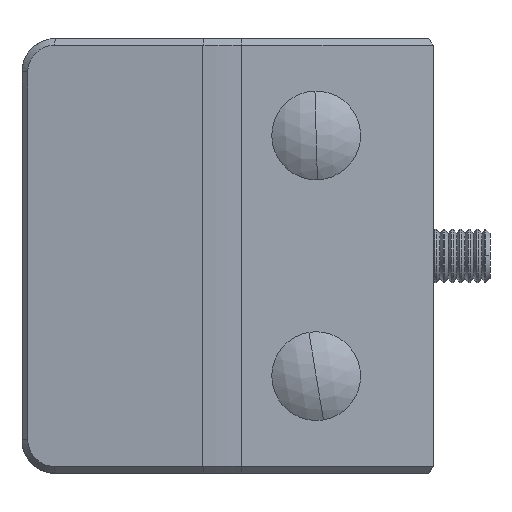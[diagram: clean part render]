
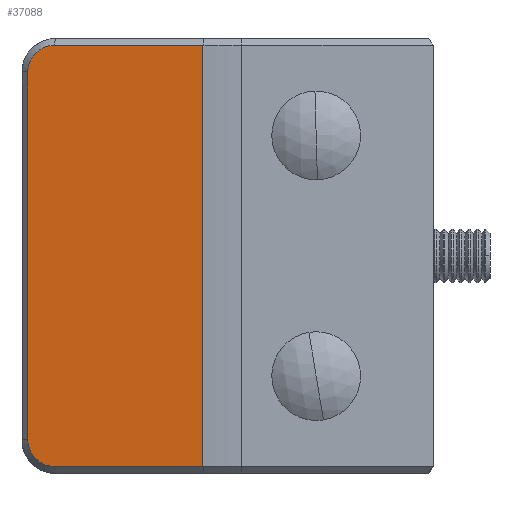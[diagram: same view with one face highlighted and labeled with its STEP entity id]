
A CAD part, top view. The second image highlights one B-rep face of the part: STEP entity #37088.
In plain terms, the highlighted face is planar.
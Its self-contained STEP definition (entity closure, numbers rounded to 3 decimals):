
#321 = CARTESIAN_POINT ( 'NONE',  ( -54.029, 28.548, -6.131 ) ) ;
#527 = ORIENTED_EDGE ( 'NONE', *, *, #42858, .T. ) ;
#2623 = LINE ( 'NONE', #5588, #30655 ) ;
#3124 = AXIS2_PLACEMENT_3D ( 'NONE', #63296, #45070, #51194 ) ;
#5588 = CARTESIAN_POINT ( 'NONE',  ( -27.948, 32.5, -9.66 ) ) ;
#9344 = CARTESIAN_POINT ( 'NONE',  ( -51.182, -31.395, -6.517 ) ) ;
#9919 = ORIENTED_EDGE ( 'NONE', *, *, #54374, .T. ) ;
#10303 = CARTESIAN_POINT ( 'NONE',  ( -50.134, -31.5, -6.658 ) ) ;
#11560 = DIRECTION ( 'NONE',  ( 0., -1., 0. ) ) ;
#13048 = B_SPLINE_CURVE_WITH_KNOTS ( 'NONE', 3,
 ( #53213, #18531, #321, #52488, #23561, #29373, #69985, #48428, #31129, #60550 ),
 .UNSPECIFIED., .F., .F.,
 ( 4, 2, 2, 2, 4 ),
 ( 0., 0.25, 0.5, 0.75, 1. ),
 .UNSPECIFIED. ) ;
#13090 = LINE ( 'NONE', #28290, #71120 ) ;
#15138 = CARTESIAN_POINT ( 'NONE',  ( -53.63, -29.513, -6.185 ) ) ;
#15405 = CARTESIAN_POINT ( 'NONE',  ( -27.948, -31.5, -9.66 ) ) ;
#17884 = VERTEX_POINT ( 'NONE', #30588 ) ;
#18029 = DIRECTION ( 'NONE',  ( 0., 1., 0. ) ) ;
#18531 = CARTESIAN_POINT ( 'NONE',  ( -54.134, 28.023, -6.117 ) ) ;
#19589 = CARTESIAN_POINT ( 'NONE',  ( -54.134, -27.5, -6.117 ) ) ;
#21465 = CARTESIAN_POINT ( 'NONE',  ( -53.332, -29.959, -6.226 ) ) ;
#22757 = PLANE ( 'NONE',  #3124 ) ;
#23561 = CARTESIAN_POINT ( 'NONE',  ( -53.332, 29.959, -6.226 ) ) ;
#27297 = CARTESIAN_POINT ( 'NONE',  ( -52.593, -30.698, -6.326 ) ) ;
#28125 = VERTEX_POINT ( 'NONE', #54738 ) ;
#28290 = CARTESIAN_POINT ( 'NONE',  ( -55., -31.5, -6. ) ) ;
#29339 = EDGE_CURVE ( 'NONE', #53348, #60280, #29494, .T. ) ;
#29373 = CARTESIAN_POINT ( 'NONE',  ( -52.593, 30.698, -6.326 ) ) ;
#29494 = LINE ( 'NONE', #52746, #48599 ) ;
#29719 = EDGE_LOOP ( 'NONE', ( #30570, #9919, #67059, #527, #60994, #52587 ) ) ;
#30570 = ORIENTED_EDGE ( 'NONE', *, *, #69716, .T. ) ;
#30588 = CARTESIAN_POINT ( 'NONE',  ( -50.134, 31.5, -6.658 ) ) ;
#30655 = VECTOR ( 'NONE', #11560, 1000. ) ;
#31129 = CARTESIAN_POINT ( 'NONE',  ( -50.658, 31.5, -6.587 ) ) ;
#32601 = CARTESIAN_POINT ( 'NONE',  ( -54.134, -27.5, -6.117 ) ) ;
#35545 = CARTESIAN_POINT ( 'NONE',  ( -27.948, 31.5, -9.66 ) ) ;
#36883 = VERTEX_POINT ( 'NONE', #10303 ) ;
#37088 = ADVANCED_FACE ( 'NONE', ( #41521 ), #22757, .F. ) ;
#41521 = FACE_OUTER_BOUND ( 'NONE', #29719, .T. ) ;
#42858 = EDGE_CURVE ( 'NONE', #71473, #36883, #13090, .T. ) ;
#44004 = CARTESIAN_POINT ( 'NONE',  ( -50.657, -31.5, -6.588 ) ) ;
#45070 = DIRECTION ( 'NONE',  ( 0.134, 0., 0.991 ) ) ;
#46478 = DIRECTION ( 'NONE',  ( 0.991, 0., -0.134 ) ) ;
#46716 = EDGE_CURVE ( 'NONE', #28125, #71473, #2623, .T. ) ;
#48428 = CARTESIAN_POINT ( 'NONE',  ( -51.182, 31.395, -6.517 ) ) ;
#48599 = VECTOR ( 'NONE', #18029, 1000. ) ;
#49907 = CARTESIAN_POINT ( 'NONE',  ( -52.147, -30.996, -6.386 ) ) ;
#51194 = DIRECTION ( 'NONE',  ( 0.991, 0., -0.134 ) ) ;
#52488 = CARTESIAN_POINT ( 'NONE',  ( -53.63, 29.513, -6.185 ) ) ;
#52587 = ORIENTED_EDGE ( 'NONE', *, *, #29339, .T. ) ;
#52746 = CARTESIAN_POINT ( 'NONE',  ( -54.134, 32.5, -6.117 ) ) ;
#53213 = CARTESIAN_POINT ( 'NONE',  ( -54.134, 27.5, -6.117 ) ) ;
#53348 = VERTEX_POINT ( 'NONE', #19589 ) ;
#54374 = EDGE_CURVE ( 'NONE', #17884, #28125, #59709, .T. ) ;
#54738 = CARTESIAN_POINT ( 'NONE',  ( -27.948, 31.5, -9.66 ) ) ;
#55692 = CARTESIAN_POINT ( 'NONE',  ( -54.029, -28.548, -6.131 ) ) ;
#56832 = CARTESIAN_POINT ( 'NONE',  ( -54.134, 27.5, -6.117 ) ) ;
#57657 = B_SPLINE_CURVE_WITH_KNOTS ( 'NONE', 3,
 ( #67107, #44004, #9344, #49907, #27297, #21465, #15138, #55692, #67367, #32601 ),
 .UNSPECIFIED., .F., .F.,
 ( 4, 2, 2, 2, 4 ),
 ( 0., 0.25, 0.5, 0.75, 1. ),
 .UNSPECIFIED. ) ;
#59709 = LINE ( 'NONE', #35545, #67829 ) ;
#60280 = VERTEX_POINT ( 'NONE', #56832 ) ;
#60550 = CARTESIAN_POINT ( 'NONE',  ( -50.134, 31.5, -6.658 ) ) ;
#60994 = ORIENTED_EDGE ( 'NONE', *, *, #66017, .T. ) ;
#63296 = CARTESIAN_POINT ( 'NONE',  ( -55., 32.5, -6. ) ) ;
#66017 = EDGE_CURVE ( 'NONE', #36883, #53348, #57657, .T. ) ;
#67059 = ORIENTED_EDGE ( 'NONE', *, *, #46716, .T. ) ;
#67107 = CARTESIAN_POINT ( 'NONE',  ( -50.134, -31.5, -6.658 ) ) ;
#67367 = CARTESIAN_POINT ( 'NONE',  ( -54.134, -28.024, -6.117 ) ) ;
#67829 = VECTOR ( 'NONE', #46478, 1000. ) ;
#69716 = EDGE_CURVE ( 'NONE', #60280, #17884, #13048, .T. ) ;
#69985 = CARTESIAN_POINT ( 'NONE',  ( -52.147, 30.996, -6.386 ) ) ;
#71120 = VECTOR ( 'NONE', #74892, 1000. ) ;
#71473 = VERTEX_POINT ( 'NONE', #15405 ) ;
#74892 = DIRECTION ( 'NONE',  ( -0.991, 0., 0.134 ) ) ;
